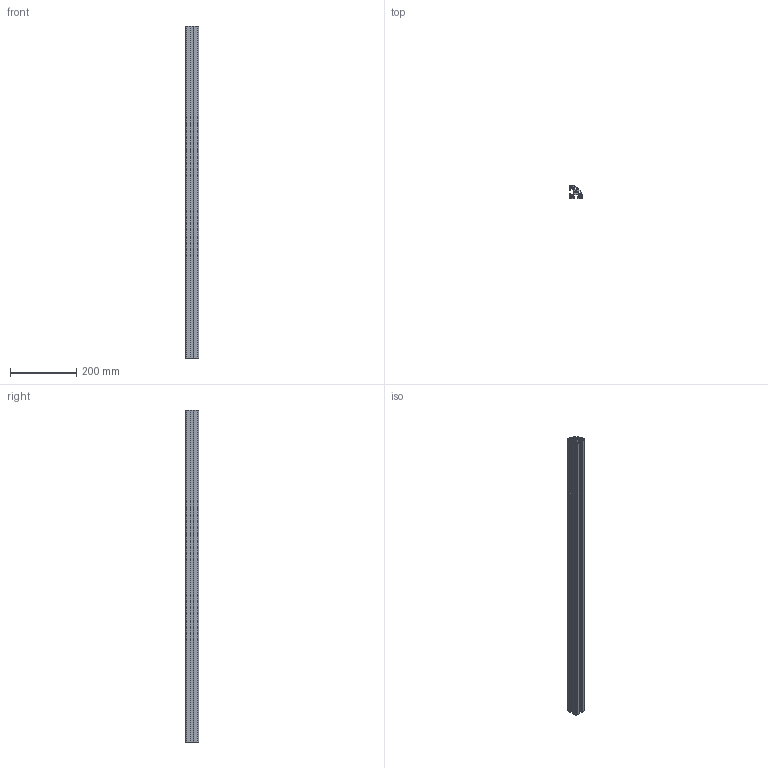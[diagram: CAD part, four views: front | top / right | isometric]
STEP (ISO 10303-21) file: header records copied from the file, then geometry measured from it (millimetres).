
FILE_DESCRIPTION((''),'2;1');
FILE_NAME('P40x40_LR_N8_I.stp','2012-12-07T19:28:44',('Schwarz'),(''),'Autodesk Inventor 2009','Autodesk Inventor 2009','');
FILE_SCHEMA(('AUTOMOTIVE_DESIGN { 1 0 10303 214 1 1 1 1 }'));
Length unit declared in the file: millimetre
Products named in the file (1): P40x40_LR_N8_I
Bounding box: 39.77 x 39.77 x 1000 mm (x, y, z)
Volume: 564897 mm3; surface area: 405566.5 mm2
Topology: 1 solids, 1 shells, 101 faces, 297 edges, 198 vertices
Faces by surface type: cylinder 57, plane 44
Full cylindrical faces by diameter (mm): 6.7 x1
Entity records: 3450 total; most frequent: DIRECTION 614, CARTESIAN_POINT 596, ORIENTED_EDGE 592, EDGE_CURVE 296, AXIS2_PLACEMENT_3D 216, VERTEX_POINT 198, VECTOR 182, LINE 182
